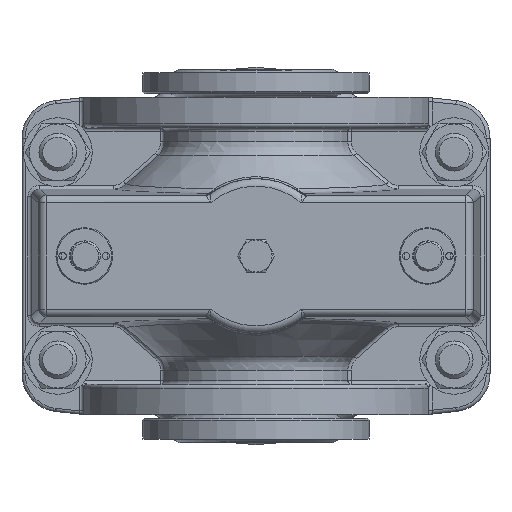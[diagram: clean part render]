
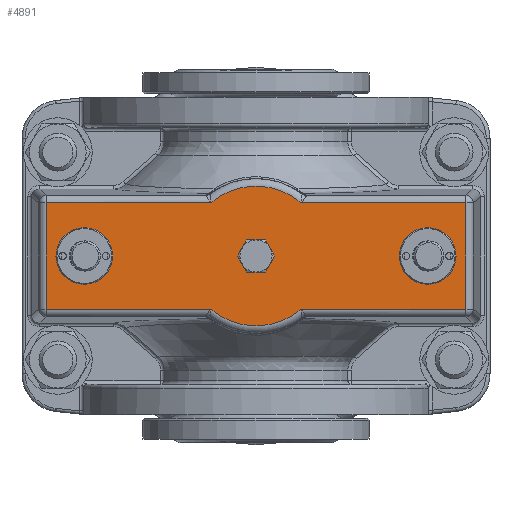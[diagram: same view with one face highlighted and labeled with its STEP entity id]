
A CAD part, front view. The second image highlights one B-rep face of the part: STEP entity #4891.
In plain terms, the highlighted planar face has unit normal (0, -1, 0).
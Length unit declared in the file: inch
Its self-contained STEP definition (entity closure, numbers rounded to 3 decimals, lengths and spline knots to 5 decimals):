
#4628=CARTESIAN_POINT('',(0.94539,-4.2126,1.10824));
#4629=VERTEX_POINT('',#4628);
#4630=CARTESIAN_POINT('',(-0.94539,-4.2126,1.10824));
#4631=VERTEX_POINT('',#4630);
#4632=CARTESIAN_POINT('',(0.0,-4.2126,0.0));
#4633=DIRECTION('',(0.0,-1.0,0.0));
#4634=DIRECTION('',(0.649,0.0,0.761));
#4635=AXIS2_PLACEMENT_3D('',#4632,#4633,#4634);
#4636=CIRCLE('',#4635,1.45669);
#4637=EDGE_CURVE('',#4629,#4631,#4636,.T.);
#4795=CARTESIAN_POINT('',(0.0,-4.2126,0.0));
#4796=DIRECTION('',(0.0,-1.0,0.0));
#4797=DIRECTION('',(0.0,0.0,-1.0));
#4798=AXIS2_PLACEMENT_3D('',#4795,#4796,#4797);
#4799=PLANE('',#4798);
#4800=ORIENTED_EDGE('',*,*,#4637,.T.);
#4801=CARTESIAN_POINT('',(-4.37622,-4.2126,1.10824));
#4802=VERTEX_POINT('',#4801);
#4803=CARTESIAN_POINT('',(-0.94539,-4.2126,1.10824));
#4804=DIRECTION('',(-1.0,0.0,0.0));
#4805=VECTOR('',#4804,3.43083);
#4806=LINE('',#4803,#4805);
#4807=EDGE_CURVE('',#4631,#4802,#4806,.T.);
#4808=ORIENTED_EDGE('',*,*,#4807,.T.);
#4809=CARTESIAN_POINT('',(-4.37622,-4.2126,-1.10824));
#4810=VERTEX_POINT('',#4809);
#4811=CARTESIAN_POINT('',(-4.37622,-4.2126,-1.10824));
#4812=DIRECTION('',(0.0,0.0,1.0));
#4813=VECTOR('',#4812,2.21648);
#4814=LINE('',#4811,#4813);
#4815=EDGE_CURVE('',#4810,#4802,#4814,.T.);
#4816=ORIENTED_EDGE('',*,*,#4815,.F.);
#4817=CARTESIAN_POINT('',(-0.94539,-4.2126,-1.10824));
#4818=VERTEX_POINT('',#4817);
#4819=CARTESIAN_POINT('',(-4.37622,-4.2126,-1.10824));
#4820=DIRECTION('',(1.0,0.0,0.0));
#4821=VECTOR('',#4820,3.43083);
#4822=LINE('',#4819,#4821);
#4823=EDGE_CURVE('',#4810,#4818,#4822,.T.);
#4824=ORIENTED_EDGE('',*,*,#4823,.T.);
#4825=CARTESIAN_POINT('',(0.94539,-4.2126,-1.10824));
#4826=VERTEX_POINT('',#4825);
#4827=CARTESIAN_POINT('',(0.0,-4.2126,0.0));
#4828=DIRECTION('',(0.0,-1.0,0.0));
#4829=DIRECTION('',(-0.649,0.0,-0.761));
#4830=AXIS2_PLACEMENT_3D('',#4827,#4828,#4829);
#4831=CIRCLE('',#4830,1.45669);
#4832=EDGE_CURVE('',#4818,#4826,#4831,.T.);
#4833=ORIENTED_EDGE('',*,*,#4832,.T.);
#4834=CARTESIAN_POINT('',(4.37622,-4.2126,-1.10824));
#4835=VERTEX_POINT('',#4834);
#4836=CARTESIAN_POINT('',(0.94539,-4.2126,-1.10824));
#4837=DIRECTION('',(1.0,0.0,0.0));
#4838=VECTOR('',#4837,3.43083);
#4839=LINE('',#4836,#4838);
#4840=EDGE_CURVE('',#4826,#4835,#4839,.T.);
#4841=ORIENTED_EDGE('',*,*,#4840,.T.);
#4842=CARTESIAN_POINT('',(4.37622,-4.2126,1.10824));
#4843=VERTEX_POINT('',#4842);
#4844=CARTESIAN_POINT('',(4.37622,-4.2126,1.10824));
#4845=DIRECTION('',(0.0,0.0,-1.0));
#4846=VECTOR('',#4845,2.21648);
#4847=LINE('',#4844,#4846);
#4848=EDGE_CURVE('',#4843,#4835,#4847,.T.);
#4849=ORIENTED_EDGE('',*,*,#4848,.F.);
#4850=CARTESIAN_POINT('',(4.37622,-4.2126,1.10824));
#4851=DIRECTION('',(-1.0,0.0,0.0));
#4852=VECTOR('',#4851,3.43083);
#4853=LINE('',#4850,#4852);
#4854=EDGE_CURVE('',#4843,#4629,#4853,.T.);
#4855=ORIENTED_EDGE('',*,*,#4854,.T.);
#4856=EDGE_LOOP('',(#4800,#4808,#4816,#4824,#4833,#4841,#4849,#4855));
#4857=FACE_OUTER_BOUND('',#4856,.T.);
#4858=CARTESIAN_POINT('',(-0.17717,-4.2126,0.0));
#4859=VERTEX_POINT('',#4858);
#4860=CARTESIAN_POINT('',(0.0,-4.2126,0.0));
#4861=DIRECTION('',(0.0,-1.0,0.0));
#4862=DIRECTION('',(1.0,0.0,0.0));
#4863=AXIS2_PLACEMENT_3D('',#4860,#4861,#4862);
#4864=CIRCLE('',#4863,0.17717);
#4865=EDGE_CURVE('',#4859,#4859,#4864,.T.);
#4866=ORIENTED_EDGE('',*,*,#4865,.F.);
#4867=EDGE_LOOP('',(#4866));
#4868=FACE_BOUND('',#4867,.T.);
#4869=CARTESIAN_POINT('',(-4.06496,-4.2126,0.0));
#4870=VERTEX_POINT('',#4869);
#4871=CARTESIAN_POINT('',(-3.58268,-4.2126,0.0));
#4872=DIRECTION('',(0.0,-1.0,0.0));
#4873=DIRECTION('',(1.0,0.0,0.0));
#4874=AXIS2_PLACEMENT_3D('',#4871,#4872,#4873);
#4875=CIRCLE('',#4874,0.48228);
#4876=EDGE_CURVE('',#4870,#4870,#4875,.T.);
#4877=ORIENTED_EDGE('',*,*,#4876,.F.);
#4878=EDGE_LOOP('',(#4877));
#4879=FACE_BOUND('',#4878,.T.);
#4880=CARTESIAN_POINT('',(4.06496,-4.2126,0.0));
#4881=VERTEX_POINT('',#4880);
#4882=CARTESIAN_POINT('',(3.58268,-4.2126,0.0));
#4883=DIRECTION('',(0.0,1.0,0.0));
#4884=DIRECTION('',(-1.0,0.0,0.0));
#4885=AXIS2_PLACEMENT_3D('',#4882,#4883,#4884);
#4886=CIRCLE('',#4885,0.48228);
#4887=EDGE_CURVE('',#4881,#4881,#4886,.T.);
#4888=ORIENTED_EDGE('',*,*,#4887,.T.);
#4889=EDGE_LOOP('',(#4888));
#4890=FACE_BOUND('',#4889,.T.);
#4891=ADVANCED_FACE('',(#4857,#4868,#4879,#4890),#4799,.T.);
